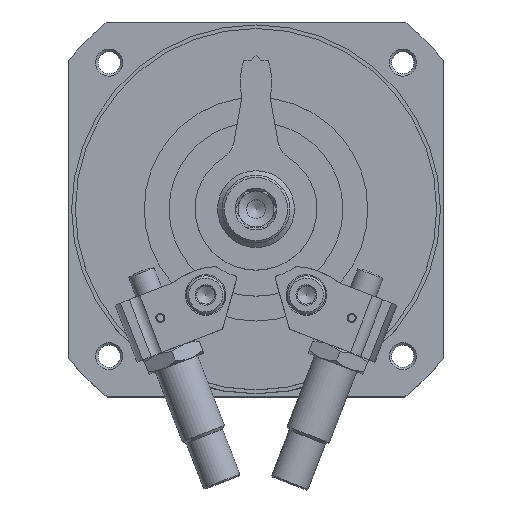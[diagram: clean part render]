
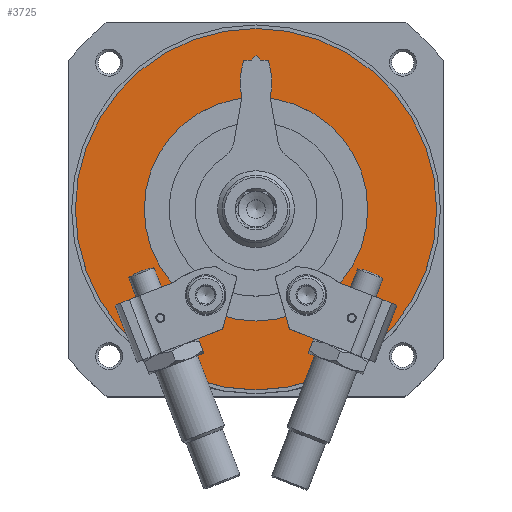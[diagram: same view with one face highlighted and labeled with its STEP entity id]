
A CAD part, top view. The second image highlights one B-rep face of the part: STEP entity #3725.
In plain terms, the highlighted face is planar.
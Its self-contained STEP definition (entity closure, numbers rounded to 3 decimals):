
#167=PLANE('',#4123);
#775=ORIENTED_EDGE('',*,*,#1693,.F.);
#776=ORIENTED_EDGE('',*,*,#1694,.T.);
#1693=EDGE_CURVE('',#2162,#2162,#2521,.T.);
#1694=EDGE_CURVE('',#2163,#2163,#2522,.T.);
#2162=VERTEX_POINT('',#6011);
#2163=VERTEX_POINT('',#6013);
#2521=CIRCLE('',#4124,40.);
#2522=CIRCLE('',#4125,24.75);
#2790=EDGE_LOOP('',(#775));
#2791=EDGE_LOOP('',(#776));
#3219=FACE_BOUND('',#2790,.T.);
#3220=FACE_BOUND('',#2791,.T.);
#3725=ADVANCED_FACE('',(#3219,#3220),#167,.F.);
#4123=AXIS2_PLACEMENT_3D('',#6009,#4734,#4735);
#4124=AXIS2_PLACEMENT_3D('',#6010,#4736,#4737);
#4125=AXIS2_PLACEMENT_3D('',#6012,#4738,#4739);
#4734=DIRECTION('',(1.,0.,0.));
#4735=DIRECTION('',(0.,0.,-1.));
#4736=DIRECTION('',(1.,0.,0.));
#4737=DIRECTION('',(0.,0.,-1.));
#4738=DIRECTION('',(1.,0.,0.));
#4739=DIRECTION('',(0.,0.,-1.));
#6009=CARTESIAN_POINT('',(-44.5,0.,0.));
#6010=CARTESIAN_POINT('',(-44.5,0.,0.));
#6011=CARTESIAN_POINT('',(-44.5,0.,-40.));
#6012=CARTESIAN_POINT('',(-44.5,0.,0.));
#6013=CARTESIAN_POINT('',(-44.5,0.,-24.75));
